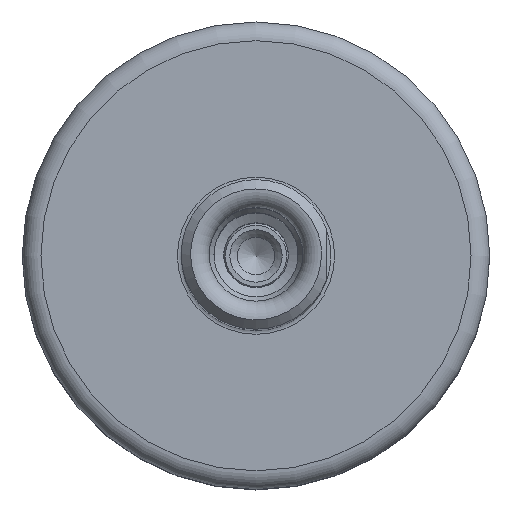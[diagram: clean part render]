
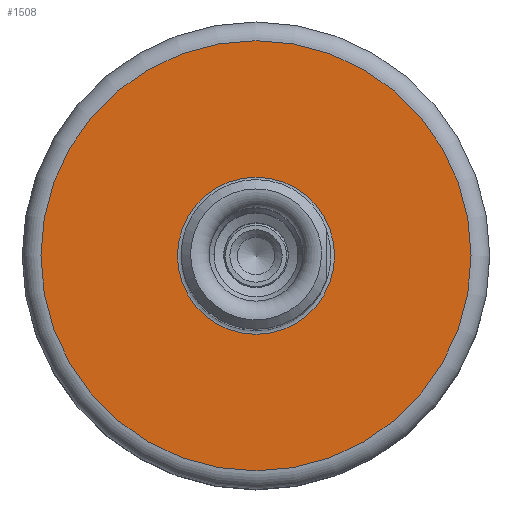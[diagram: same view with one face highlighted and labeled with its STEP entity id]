
A CAD part, top view. The second image highlights one B-rep face of the part: STEP entity #1508.
In plain terms, the highlighted planar face has unit normal (0, 0, 1).
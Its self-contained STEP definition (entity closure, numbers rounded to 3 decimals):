
#37=PLANE('',#1626);
#151=ORIENTED_EDGE('',*,*,#309,.F.);
#152=ORIENTED_EDGE('',*,*,#310,.T.);
#309=EDGE_CURVE('',#399,#399,#484,.T.);
#310=EDGE_CURVE('',#400,#400,#485,.T.);
#399=VERTEX_POINT('',#2173);
#400=VERTEX_POINT('',#2175);
#484=CIRCLE('',#1627,4.2);
#485=CIRCLE('',#1628,11.5);
#585=EDGE_LOOP('',(#151));
#586=EDGE_LOOP('',(#152));
#755=FACE_BOUND('',#585,.T.);
#756=FACE_BOUND('',#586,.T.);
#1508=ADVANCED_FACE('',(#755,#756),#37,.T.);
#1626=AXIS2_PLACEMENT_3D('',#2171,#1850,#1851);
#1627=AXIS2_PLACEMENT_3D('',#2172,#1852,#1853);
#1628=AXIS2_PLACEMENT_3D('',#2174,#1854,#1855);
#1850=DIRECTION('',(0.,0.,1.));
#1851=DIRECTION('',(1.,0.,0.));
#1852=DIRECTION('',(0.,0.,1.));
#1853=DIRECTION('',(1.,0.,0.));
#1854=DIRECTION('',(0.,0.,1.));
#1855=DIRECTION('',(1.,0.,0.));
#2171=CARTESIAN_POINT('',(4.2,0.,6.2));
#2172=CARTESIAN_POINT('',(0.,0.,6.2));
#2173=CARTESIAN_POINT('',(4.2,0.,6.2));
#2174=CARTESIAN_POINT('',(0.,0.,6.2));
#2175=CARTESIAN_POINT('',(11.5,0.,6.2));
